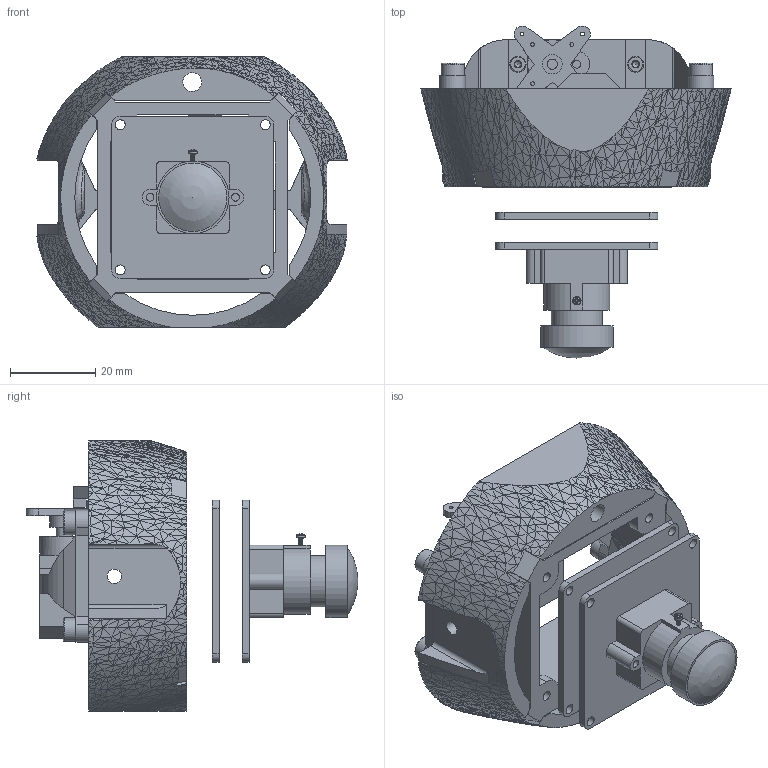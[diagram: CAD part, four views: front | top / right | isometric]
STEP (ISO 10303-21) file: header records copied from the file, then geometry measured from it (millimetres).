
FILE_DESCRIPTION(/* description */ (''),/* implementation_level */ '2;1');
FILE_SCHEMA (('AUTOMOTIVE_DESIGN { 1 0 10303 214 3 1 1 }'));
Length unit declared in the file: millimetre
Products named in the file (16): Goblin Veye Cam Mount ES08 Servo; MIPI-CAM-290; Lens; openmv4_ov7725_® ã¬®«ç 
­¨î; mount_lens; LENS_Wide_® ã¬®«ç ­
¨î; pan head cross recess screw_iso_ISO 7045 - M1 x 4 - Z - 4S; CameraMount; NoseMount; ES08 Large Cross; EMAX ES08MxII; _WUERTH 03222 hexagonal nut DIN 934  M2 A2 BLK; ServoMountLeftHand; ServoMountRightHand(Spiegeln); HI_WUERTH 00943  8 cylinder head screw DIN 912 M3x8 A2-70 BLK; HI_WUERTH 00942  6 cylinder head screw DIN 912 M2x6 A2-70 BLK
Assembly tree (20 placements, depth 5):
  Goblin Veye Cam Mount ES08 Servo
    MIPI-CAM-290
      Lens
        openmv4_ov7725_® ã¬®«ç 
­¨î
          mount_lens
        LENS_Wide_® ã¬®«ç ­
¨î
        pan head cross recess screw_iso_ISO 7045 - M1 x 4 - Z - 4S
    CameraMount
    NoseMount
    HI_WUERTH 00942  6 cylinder head screw DIN 912 M2x6 A2-70 BLK  x3
    ES08 Large Cross
    EMAX ES08MxII
    _WUERTH 03222 hexagonal nut DIN 934  M2 A2 BLK
    HI_WUERTH 00943  8 cylinder head screw DIN 912 M3x8 A2-70 BLK  x4
    ServoMountLeftHand
    ServoMountRightHand(Spiegeln)
Bounding box: 72.77 x 77.76 x 63.29 mm (x, y, z)
Volume: 51770.2 mm3; surface area: 38218 mm2
Topology: 23 solids, 24 shells, 2303 faces, 4528 edges, 2290 vertices
Faces by surface type: plane 2076, cylinder 126, cone 69, torus 23, bspline 6, sphere 3
Full cylindrical faces by diameter (mm): 0.9 x8, 1 x2, 1.567 x1, 1.8 x4, 1.9 x1, 2 x6, 2.3 x12, 2.4 x1, 2.8 x4, 3 x4, 3.2 x4, 3.4 x2, 3.8 x4, 4.2 x1, 4.4 x1, 4.5 x2, 4.6 x1, 5.5 x4, 6.9 x1, 12 x2, 16 x2, 17 x1
Entity records: 54038 total; most frequent: CARTESIAN_POINT 10080, DIRECTION 8994, ORIENTED_EDGE 8506, EDGE_CURVE 4253, LINE 3800, VECTOR 3800, AXIS2_PLACEMENT_3D 2597, EDGE_LOOP 2282
